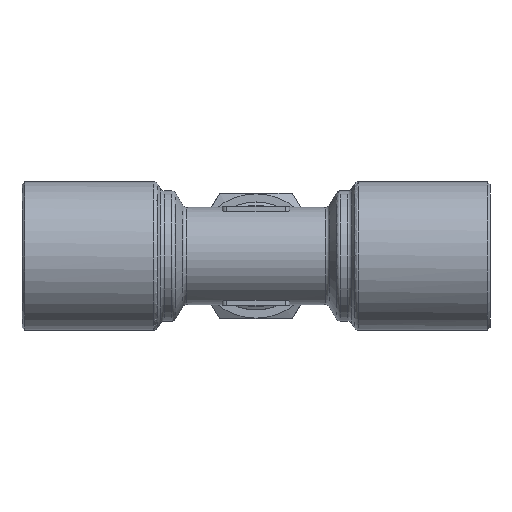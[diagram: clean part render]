
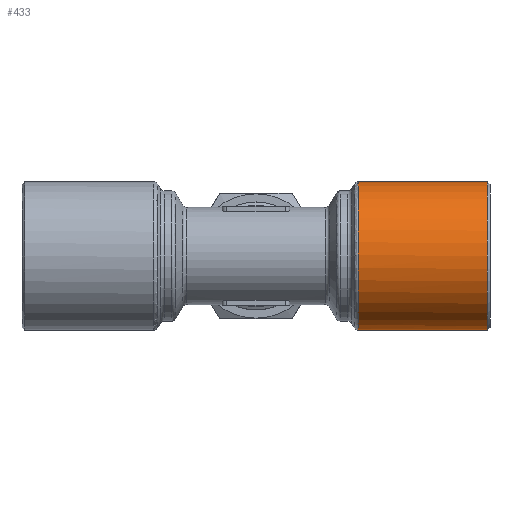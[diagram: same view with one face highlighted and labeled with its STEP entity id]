
A CAD part, left-side view. The second image highlights one B-rep face of the part: STEP entity #433.
In plain terms, the highlighted cylindrical face has radius 8.25 mm (diameter 16.5 mm), a full revolution.
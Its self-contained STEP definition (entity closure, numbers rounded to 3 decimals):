
#433 = ADVANCED_FACE( 'NONE', ( #1328, #1329 ), #1330, .T. );
#1328 = FACE_OUTER_BOUND( '', #6556, .T. );
#1329 = FACE_OUTER_BOUND( '', #6557, .T. );
#1330 = CYLINDRICAL_SURFACE( '', #6558, 8.25 );
#6556 = EDGE_LOOP( '', ( #10157, #10158, #10159, #10160, #10161 ) );
#6557 = EDGE_LOOP( '', ( #10162 ) );
#6558 = AXIS2_PLACEMENT_3D( '', #10163, #10164, #10165 );
#10157 = ORIENTED_EDGE( '', *, *, #11946, .T. );
#10158 = ORIENTED_EDGE( '', *, *, #10943, .T. );
#10159 = ORIENTED_EDGE( '', *, *, #11285, .T. );
#10160 = ORIENTED_EDGE( '', *, *, #11531, .T. );
#10161 = ORIENTED_EDGE( '', *, *, #11497, .T. );
#10162 = ORIENTED_EDGE( '', *, *, #11399, .F. );
#10163 = CARTESIAN_POINT( '', ( 0., 5.907, 0. ) );
#10164 = DIRECTION( '', ( 0., -1., 0. ) );
#10165 = DIRECTION( '', ( 0., 0., 1. ) );
#10943 = EDGE_CURVE( 'NONE', #12181, #12173, #12182, .T. );
#11285 = EDGE_CURVE( 'NONE', #12173, #12817, #12819, .T. );
#11399 = EDGE_CURVE( 'NONE', #13024, #13024, #13025, .T. );
#11497 = EDGE_CURVE( 'NONE', #12237, #13196, #13198, .T. );
#11531 = EDGE_CURVE( 'NONE', #12817, #12237, #13254, .T. );
#11946 = EDGE_CURVE( 'NONE', #13196, #12181, #13848, .T. );
#12173 = VERTEX_POINT( 'NONE', #14361 );
#12181 = VERTEX_POINT( 'NONE', #14384 );
#12182 = CIRCLE( '', #14385, 8.25 );
#12237 = VERTEX_POINT( 'NONE', #14526 );
#12817 = VERTEX_POINT( 'NONE', #16594 );
#12819 = LINE( '', #16596, #16597 );
#13024 = VERTEX_POINT( '', #17365 );
#13025 = CIRCLE( '', #17366, 8.25 );
#13196 = VERTEX_POINT( 'NONE', #17897 );
#13198 = CIRCLE( '', #17899, 8.25 );
#13254 = CIRCLE( '', #18228, 8.25 );
#13848 = LINE( '', #21224, #21225 );
#14361 = CARTESIAN_POINT( '', ( 8.07, -11.355, -1.715 ) );
#14384 = CARTESIAN_POINT( '', ( 8.07, -11.355, 1.715 ) );
#14385 = AXIS2_PLACEMENT_3D( '', #21545, #21546, #21547 );
#14526 = CARTESIAN_POINT( '', ( 8.25, -11.5, 0. ) );
#16594 = CARTESIAN_POINT( '', ( 8.07, -11.5, -1.715 ) );
#16596 = CARTESIAN_POINT( '', ( 8.07, 5.907, -1.715 ) );
#16597 = VECTOR( '', #21867, 1000. );
#17365 = CARTESIAN_POINT( '', ( 0., -25.7, 8.25 ) );
#17366 = AXIS2_PLACEMENT_3D( '', #21973, #21974, #21975 );
#17897 = CARTESIAN_POINT( '', ( 8.07, -11.5, 1.715 ) );
#17899 = AXIS2_PLACEMENT_3D( '', #22084, #22085, #22086 );
#18228 = AXIS2_PLACEMENT_3D( '', #22105, #22106, #22107 );
#21224 = CARTESIAN_POINT( '', ( 8.07, 5.907, 1.715 ) );
#21225 = VECTOR( '', #22430, 1000. );
#21545 = CARTESIAN_POINT( '', ( 0., -11.355, 0. ) );
#21546 = DIRECTION( '', ( 0., -1., 0. ) );
#21547 = DIRECTION( '', ( 0., 0., -1. ) );
#21867 = DIRECTION( '', ( 0., -1., 0. ) );
#21973 = CARTESIAN_POINT( '', ( 0., -25.7, 0. ) );
#21974 = DIRECTION( '', ( 0., -1., 0. ) );
#21975 = DIRECTION( '', ( 0., 0., 1. ) );
#22084 = CARTESIAN_POINT( '', ( 0., -11.5, 0. ) );
#22085 = DIRECTION( '', ( 0., -1., 0. ) );
#22086 = DIRECTION( '', ( 0., 0., -1. ) );
#22105 = CARTESIAN_POINT( '', ( 0., -11.5, 0. ) );
#22106 = DIRECTION( '', ( 0., -1., 0. ) );
#22107 = DIRECTION( '', ( 0., 0., -1. ) );
#22430 = DIRECTION( '', ( 0., 1., 0. ) );
